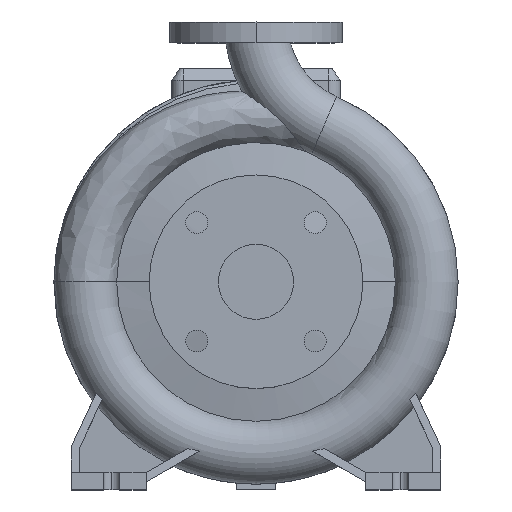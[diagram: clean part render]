
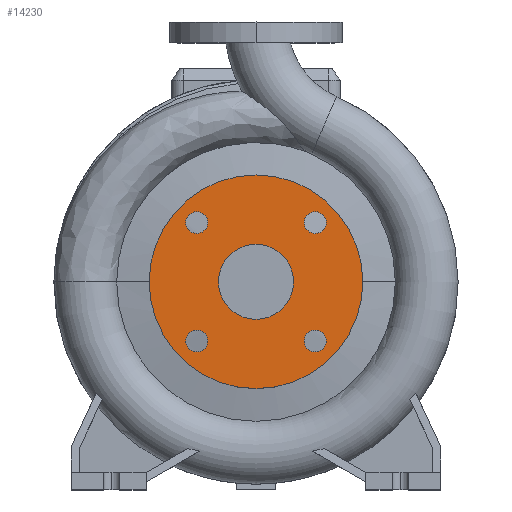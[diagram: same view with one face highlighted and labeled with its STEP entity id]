
A CAD part, top view. The second image highlights one B-rep face of the part: STEP entity #14230.
In plain terms, the highlighted planar face has unit normal (0, 0, 1).
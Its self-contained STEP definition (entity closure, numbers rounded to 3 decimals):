
#214 = DIRECTION ( 'NONE',  ( 1., 0., 0. ) ) ;
#332 = ORIENTED_EDGE ( 'NONE', *, *, #10706, .F. ) ;
#426 = AXIS2_PLACEMENT_3D ( 'NONE', #11007, #10675, #13933 ) ;
#476 = DIRECTION ( 'NONE',  ( 0., 0., 1. ) ) ;
#484 = CARTESIAN_POINT ( 'NONE',  ( 0., 0., 100. ) ) ;
#498 = CARTESIAN_POINT ( 'NONE',  ( -32.5, 0., 100. ) ) ;
#676 = FACE_OUTER_BOUND ( 'NONE', #4291, .T. ) ;
#1054 = CIRCLE ( 'NONE', #9171, 9.5 ) ;
#1143 = AXIS2_PLACEMENT_3D ( 'NONE', #9478, #3960, #11717 ) ;
#1353 = CARTESIAN_POINT ( 'NONE',  ( 51.265, -51.265, 100. ) ) ;
#1444 = CARTESIAN_POINT ( 'NONE',  ( -92.5, 0., 100. ) ) ;
#1525 = CARTESIAN_POINT ( 'NONE',  ( 92.5, 0., 100. ) ) ;
#1563 = ORIENTED_EDGE ( 'NONE', *, *, #13354, .F. ) ;
#1584 = DIRECTION ( 'NONE',  ( 1., 0., 0. ) ) ;
#1717 = AXIS2_PLACEMENT_3D ( 'NONE', #12603, #2668, #4697 ) ;
#1983 = FACE_BOUND ( 'NONE', #4940, .T. ) ;
#2114 = VERTEX_POINT ( 'NONE', #14094 ) ;
#2226 = CIRCLE ( 'NONE', #3387, 9.5 ) ;
#2364 = ORIENTED_EDGE ( 'NONE', *, *, #12047, .F. ) ;
#2602 = DIRECTION ( 'NONE',  ( 0., 0., 1. ) ) ;
#2625 = VERTEX_POINT ( 'NONE', #11163 ) ;
#2668 = DIRECTION ( 'NONE',  ( 0., 0., 1. ) ) ;
#2682 = CIRCLE ( 'NONE', #12186, 32.5 ) ;
#2880 = EDGE_CURVE ( 'NONE', #8934, #13262, #3810, .T. ) ;
#3275 = DIRECTION ( 'NONE',  ( 1., 0., 0. ) ) ;
#3387 = AXIS2_PLACEMENT_3D ( 'NONE', #5591, #10033, #214 ) ;
#3485 = CARTESIAN_POINT ( 'NONE',  ( -60.765, 51.265, 100. ) ) ;
#3608 = VERTEX_POINT ( 'NONE', #10261 ) ;
#3781 = EDGE_CURVE ( 'NONE', #13262, #8934, #11937, .T. ) ;
#3810 = CIRCLE ( 'NONE', #1717, 9.5 ) ;
#3870 = EDGE_CURVE ( 'NONE', #5136, #10004, #9869, .T. ) ;
#3960 = DIRECTION ( 'NONE',  ( 0., 0., -1. ) ) ;
#3991 = CARTESIAN_POINT ( 'NONE',  ( 41.765, -51.265, 100. ) ) ;
#4171 = PLANE ( 'NONE',  #1143 ) ;
#4291 = EDGE_LOOP ( 'NONE', ( #13877, #9406 ) ) ;
#4346 = CARTESIAN_POINT ( 'NONE',  ( 51.265, -51.265, 100. ) ) ;
#4370 = DIRECTION ( 'NONE',  ( 0., 0., 1. ) ) ;
#4491 = DIRECTION ( 'NONE',  ( 0., 0., 1. ) ) ;
#4520 = VERTEX_POINT ( 'NONE', #6338 ) ;
#4547 = DIRECTION ( 'NONE',  ( 0., 0., 1. ) ) ;
#4697 = DIRECTION ( 'NONE',  ( 1., 0., 0. ) ) ;
#4940 = EDGE_LOOP ( 'NONE', ( #1563, #8308 ) ) ;
#5044 = AXIS2_PLACEMENT_3D ( 'NONE', #1353, #10369, #8034 ) ;
#5067 = CIRCLE ( 'NONE', #10861, 9.5 ) ;
#5116 = EDGE_LOOP ( 'NONE', ( #332, #2364 ) ) ;
#5122 = ORIENTED_EDGE ( 'NONE', *, *, #7461, .F. ) ;
#5136 = VERTEX_POINT ( 'NONE', #1444 ) ;
#5172 = FACE_BOUND ( 'NONE', #8788, .T. ) ;
#5446 = VERTEX_POINT ( 'NONE', #5467 ) ;
#5450 = CARTESIAN_POINT ( 'NONE',  ( 51.265, 51.265, 100. ) ) ;
#5467 = CARTESIAN_POINT ( 'NONE',  ( 41.765, 51.265, 100. ) ) ;
#5591 = CARTESIAN_POINT ( 'NONE',  ( -51.265, -51.265, 100. ) ) ;
#5674 = AXIS2_PLACEMENT_3D ( 'NONE', #13053, #7462, #12916 ) ;
#6008 = CARTESIAN_POINT ( 'NONE',  ( 0., 0., 100. ) ) ;
#6171 = EDGE_CURVE ( 'NONE', #10004, #5136, #10532, .T. ) ;
#6311 = EDGE_CURVE ( 'NONE', #2114, #9606, #7283, .T. ) ;
#6338 = CARTESIAN_POINT ( 'NONE',  ( 60.765, 51.265, 100. ) ) ;
#7161 = AXIS2_PLACEMENT_3D ( 'NONE', #5450, #4370, #3275 ) ;
#7237 = ORIENTED_EDGE ( 'NONE', *, *, #7727, .F. ) ;
#7282 = EDGE_LOOP ( 'NONE', ( #12993, #13544 ) ) ;
#7283 = CIRCLE ( 'NONE', #9852, 32.5 ) ;
#7351 = FACE_BOUND ( 'NONE', #5116, .T. ) ;
#7461 = EDGE_CURVE ( 'NONE', #9606, #2114, #2682, .T. ) ;
#7462 = DIRECTION ( 'NONE',  ( 0., 0., 1. ) ) ;
#7467 = ORIENTED_EDGE ( 'NONE', *, *, #6311, .F. ) ;
#7533 = DIRECTION ( 'NONE',  ( 1., 0., 0. ) ) ;
#7677 = DIRECTION ( 'NONE',  ( 0., 0., 1. ) ) ;
#7727 = EDGE_CURVE ( 'NONE', #3608, #2625, #1054, .T. ) ;
#7861 = CIRCLE ( 'NONE', #7161, 9.5 ) ;
#7914 = EDGE_CURVE ( 'NONE', #2625, #3608, #2226, .T. ) ;
#8034 = DIRECTION ( 'NONE',  ( 1., 0., 0. ) ) ;
#8308 = ORIENTED_EDGE ( 'NONE', *, *, #13531, .F. ) ;
#8336 = EDGE_LOOP ( 'NONE', ( #7467, #5122 ) ) ;
#8556 = CIRCLE ( 'NONE', #426, 9.5 ) ;
#8619 = DIRECTION ( 'NONE',  ( 0., 0., 1. ) ) ;
#8788 = EDGE_LOOP ( 'NONE', ( #11518, #7237 ) ) ;
#8896 = DIRECTION ( 'NONE',  ( 1., 0., 0. ) ) ;
#8934 = VERTEX_POINT ( 'NONE', #9600 ) ;
#9171 = AXIS2_PLACEMENT_3D ( 'NONE', #12376, #4547, #8896 ) ;
#9363 = AXIS2_PLACEMENT_3D ( 'NONE', #484, #2602, #1584 ) ;
#9406 = ORIENTED_EDGE ( 'NONE', *, *, #3870, .T. ) ;
#9478 = CARTESIAN_POINT ( 'NONE',  ( 0., 92.5, 100. ) ) ;
#9600 = CARTESIAN_POINT ( 'NONE',  ( -41.765, 51.265, 100. ) ) ;
#9606 = VERTEX_POINT ( 'NONE', #498 ) ;
#9620 = AXIS2_PLACEMENT_3D ( 'NONE', #13485, #4491, #12394 ) ;
#9852 = AXIS2_PLACEMENT_3D ( 'NONE', #13931, #8619, #13045 ) ;
#9869 = CIRCLE ( 'NONE', #9620, 92.5 ) ;
#10004 = VERTEX_POINT ( 'NONE', #1525 ) ;
#10033 = DIRECTION ( 'NONE',  ( 0., 0., 1. ) ) ;
#10261 = CARTESIAN_POINT ( 'NONE',  ( -60.765, -51.265, 100. ) ) ;
#10369 = DIRECTION ( 'NONE',  ( 0., 0., 1. ) ) ;
#10532 = CIRCLE ( 'NONE', #9363, 92.5 ) ;
#10675 = DIRECTION ( 'NONE',  ( 0., 0., 1. ) ) ;
#10706 = EDGE_CURVE ( 'NONE', #13238, #11743, #5067, .T. ) ;
#10861 = AXIS2_PLACEMENT_3D ( 'NONE', #4346, #7677, #7533 ) ;
#11007 = CARTESIAN_POINT ( 'NONE',  ( 51.265, 51.265, 100. ) ) ;
#11077 = CIRCLE ( 'NONE', #5044, 9.5 ) ;
#11163 = CARTESIAN_POINT ( 'NONE',  ( -41.765, -51.265, 100. ) ) ;
#11518 = ORIENTED_EDGE ( 'NONE', *, *, #7914, .F. ) ;
#11596 = DIRECTION ( 'NONE',  ( 1., 0., 0. ) ) ;
#11717 = DIRECTION ( 'NONE',  ( -1., 0., 0. ) ) ;
#11743 = VERTEX_POINT ( 'NONE', #3991 ) ;
#11791 = FACE_BOUND ( 'NONE', #8336, .T. ) ;
#11937 = CIRCLE ( 'NONE', #5674, 9.5 ) ;
#12047 = EDGE_CURVE ( 'NONE', #11743, #13238, #11077, .T. ) ;
#12186 = AXIS2_PLACEMENT_3D ( 'NONE', #6008, #476, #11596 ) ;
#12376 = CARTESIAN_POINT ( 'NONE',  ( -51.265, -51.265, 100. ) ) ;
#12394 = DIRECTION ( 'NONE',  ( 1., 0., 0. ) ) ;
#12603 = CARTESIAN_POINT ( 'NONE',  ( -51.265, 51.265, 100. ) ) ;
#12916 = DIRECTION ( 'NONE',  ( 1., 0., 0. ) ) ;
#12993 = ORIENTED_EDGE ( 'NONE', *, *, #2880, .F. ) ;
#13045 = DIRECTION ( 'NONE',  ( 1., 0., 0. ) ) ;
#13053 = CARTESIAN_POINT ( 'NONE',  ( -51.265, 51.265, 100. ) ) ;
#13238 = VERTEX_POINT ( 'NONE', #14381 ) ;
#13262 = VERTEX_POINT ( 'NONE', #3485 ) ;
#13354 = EDGE_CURVE ( 'NONE', #4520, #5446, #8556, .T. ) ;
#13485 = CARTESIAN_POINT ( 'NONE',  ( 0., 0., 100. ) ) ;
#13531 = EDGE_CURVE ( 'NONE', #5446, #4520, #7861, .T. ) ;
#13544 = ORIENTED_EDGE ( 'NONE', *, *, #3781, .F. ) ;
#13877 = ORIENTED_EDGE ( 'NONE', *, *, #6171, .T. ) ;
#13900 = FACE_BOUND ( 'NONE', #7282, .T. ) ;
#13931 = CARTESIAN_POINT ( 'NONE',  ( 0., 0., 100. ) ) ;
#13933 = DIRECTION ( 'NONE',  ( 1., 0., 0. ) ) ;
#14094 = CARTESIAN_POINT ( 'NONE',  ( 32.5, 0., 100. ) ) ;
#14230 = ADVANCED_FACE ( 'NONE', ( #7351, #5172, #13900, #1983, #11791, #676 ), #4171, .F. ) ;
#14381 = CARTESIAN_POINT ( 'NONE',  ( 60.765, -51.265, 100. ) ) ;
